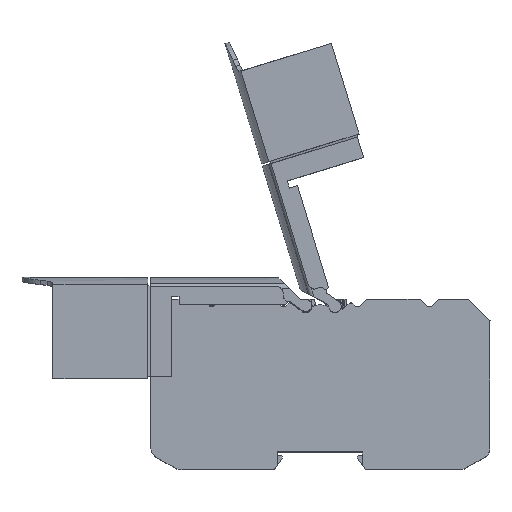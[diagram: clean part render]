
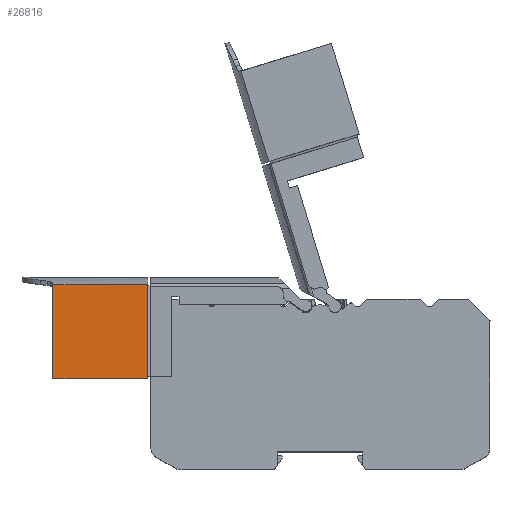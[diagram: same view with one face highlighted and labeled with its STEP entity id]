
A CAD part, top view. The second image highlights one B-rep face of the part: STEP entity #26816.
In plain terms, the highlighted planar face has unit normal (0, 0, 1).
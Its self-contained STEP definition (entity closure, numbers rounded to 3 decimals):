
#145 = AXIS2_PLACEMENT_3D ( 'NONE', #38594, #38574, #38580 ) ;
#2943 = CARTESIAN_POINT ( 'NONE',  ( -71.505, 296.003, 34.294 ) ) ;
#3036 = CARTESIAN_POINT ( 'NONE',  ( -110.505, 296.003, 34.294 ) ) ;
#7163 = VERTEX_POINT ( 'NONE', #29096 ) ;
#7203 = VERTEX_POINT ( 'NONE', #29071 ) ;
#8913 = VECTOR ( 'NONE', #16417, 1000. ) ;
#9115 = VECTOR ( 'NONE', #20500, 1000. ) ;
#9175 = VECTOR ( 'NONE', #20614, 1000. ) ;
#9176 = VECTOR ( 'NONE', #20668, 1000. ) ;
#15520 = EDGE_LOOP ( 'NONE', ( #25052, #25030, #25090, #25083 ) ) ;
#16379 = LINE ( 'NONE', #16395, #8913 ) ;
#16395 = CARTESIAN_POINT ( 'NONE',  ( -76.783, 296.003, 34.294 ) ) ;
#16417 = DIRECTION ( 'NONE',  ( -1., 0., 0. ) ) ;
#20495 = CARTESIAN_POINT ( 'NONE',  ( -76.783, 257.273, 34.294 ) ) ;
#20497 = LINE ( 'NONE', #20495, #9115 ) ;
#20500 = DIRECTION ( 'NONE',  ( 1., 0., 0. ) ) ;
#20612 = CARTESIAN_POINT ( 'NONE',  ( -110.505, 205.655, 34.294 ) ) ;
#20613 = LINE ( 'NONE', #20612, #9175 ) ;
#20614 = DIRECTION ( 'NONE',  ( 0., -1., 0. ) ) ;
#20662 = CARTESIAN_POINT ( 'NONE',  ( -71.505, 205.655, 34.294 ) ) ;
#20668 = DIRECTION ( 'NONE',  ( 0., -1., 0. ) ) ;
#20677 = LINE ( 'NONE', #20662, #9176 ) ;
#22706 = EDGE_CURVE ( 'NONE', #36413, #36571, #16379, .T. ) ;
#23158 = EDGE_CURVE ( 'NONE', #7163, #7203, #20497, .T. ) ;
#23182 = EDGE_CURVE ( 'NONE', #36571, #7163, #20613, .T. ) ;
#23190 = EDGE_CURVE ( 'NONE', #36413, #7203, #20677, .T. ) ;
#25030 = ORIENTED_EDGE ( 'NONE', *, *, #23182, .T. ) ;
#25052 = ORIENTED_EDGE ( 'NONE', *, *, #22706, .T. ) ;
#25083 = ORIENTED_EDGE ( 'NONE', *, *, #23190, .F. ) ;
#25090 = ORIENTED_EDGE ( 'NONE', *, *, #23158, .T. ) ;
#26816 = ADVANCED_FACE ( 'NONE', ( #38593 ), #38600, .T. ) ;
#29071 = CARTESIAN_POINT ( 'NONE',  ( -71.505, 257.273, 34.294 ) ) ;
#29096 = CARTESIAN_POINT ( 'NONE',  ( -110.505, 257.273, 34.294 ) ) ;
#36413 = VERTEX_POINT ( 'NONE', #2943 ) ;
#36571 = VERTEX_POINT ( 'NONE', #3036 ) ;
#38574 = DIRECTION ( 'NONE',  ( 0., 0., 1. ) ) ;
#38580 = DIRECTION ( 'NONE',  ( 1., 0., 0. ) ) ;
#38593 = FACE_OUTER_BOUND ( 'NONE', #15520, .T. ) ;
#38594 = CARTESIAN_POINT ( 'NONE',  ( -76.783, 205.655, 34.294 ) ) ;
#38600 = PLANE ( 'NONE',  #145 ) ;
